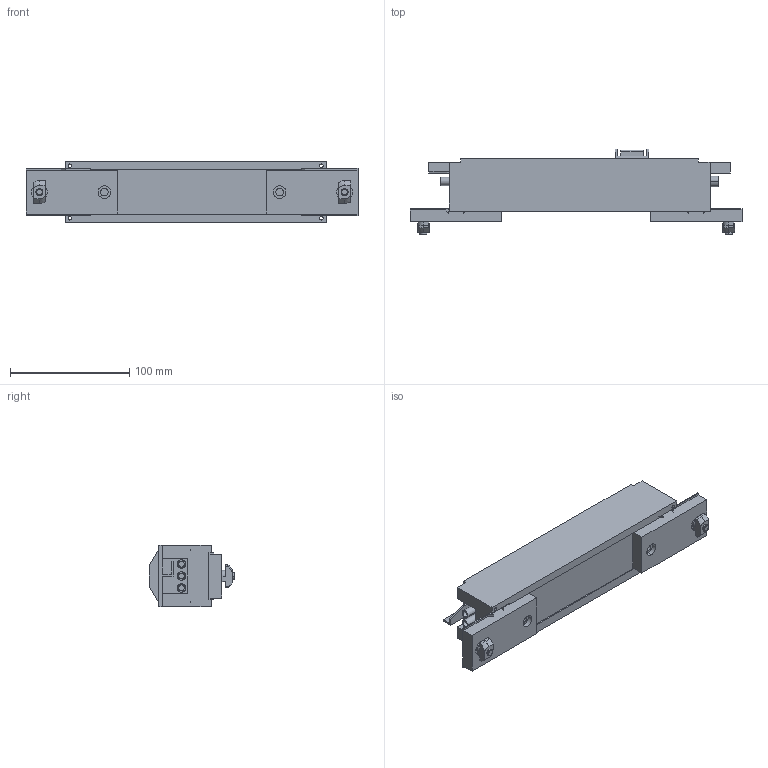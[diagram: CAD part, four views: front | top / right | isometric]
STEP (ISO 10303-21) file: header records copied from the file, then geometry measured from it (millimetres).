
FILE_DESCRIPTION (( 'STEP AP203' ), '1' );
FILE_NAME ('406539846_c_1.STEP', '2022-11-12T14:18:56', ( '' ), ( '' ), 'SwSTEP 2.0', 'SolidWorks 2014', '' );
FILE_SCHEMA (( 'CONFIG_CONTROL_DESIGN' ));
Length unit declared in the file: millimetre
Products named in the file (1): 406539846_c_1
Bounding box: 278.49 x 71.8 x 52 mm (x, y, z)
Volume: 488550.9 mm3; surface area: 90296.4 mm2
Topology: 7 solids, 7 shells, 369 faces, 936 edges, 612 vertices
Faces by surface type: plane 222, cylinder 118, cone 14, bspline 9, torus 6
Entity records: 11481 total; most frequent: CARTESIAN_POINT 2406, DIRECTION 1874, ORIENTED_EDGE 1856, EDGE_CURVE 928, AXIS2_PLACEMENT_3D 648, VERTEX_POINT 610, LINE 578, VECTOR 578
